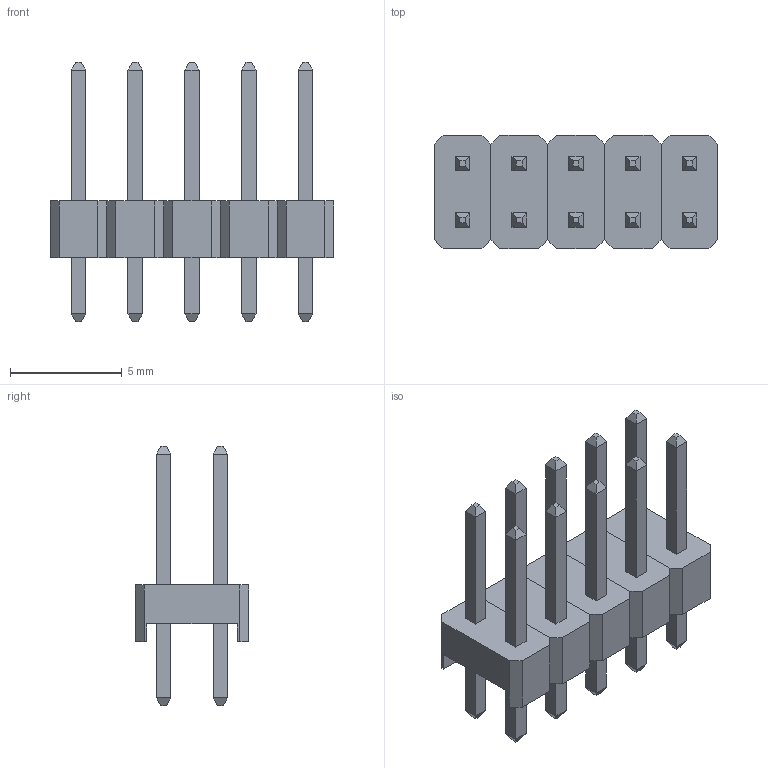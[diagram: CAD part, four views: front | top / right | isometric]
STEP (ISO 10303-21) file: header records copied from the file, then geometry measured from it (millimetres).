
FILE_DESCRIPTION((''),'2;1');
FILE_NAME('STIFTLEISTE2_ASM','2018-01-05T08:01:30',('assmus'),(''),'CREO PARAMETRIC BY PTC INC, 2017110','CREO PARAMETRIC BY PTC INC, 2017110','');
FILE_SCHEMA(('AUTOMOTIVE_DESIGN { 1 0 10303 214 1 1 1 1 }'));
Length unit declared in the file: millimetre
Products named in the file (3): STIFTLEISTE_STIFT; STIFTLEISTE_KUNSTSTOFF2; STIFTLEISTE2_ASM
Assembly tree (15 placements, depth 2):
  STIFTLEISTE2_ASM
    STIFTLEISTE_STIFT  x10
    STIFTLEISTE_KUNSTSTOFF2  x5
Bounding box: 12.7 x 5.08 x 11.6 mm (x, y, z)
Volume: 159 mm3; surface area: 631.5 mm2
Topology: 15 solids, 15 shells, 250 faces, 580 edges, 360 vertices
Faces by surface type: plane 250
Entity records: 1635 total; most frequent: CARTESIAN_POINT 218, DIRECTION 196, ORIENTED_EDGE 176, PRESENTATION_STYLE_ASSIGNMENT 90, STYLED_ITEM 90, VECTOR 88, LINE 88, CURVE_STYLE 88
